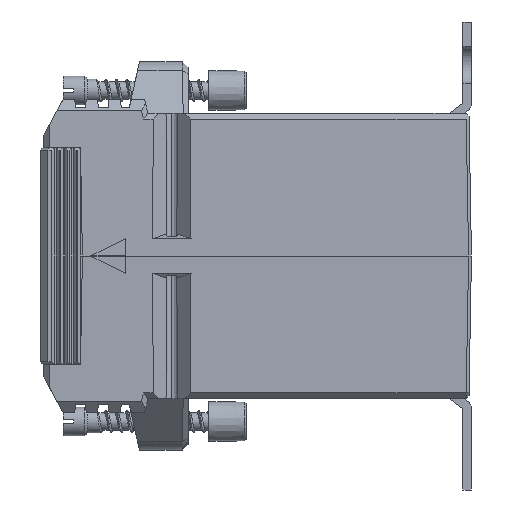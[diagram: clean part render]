
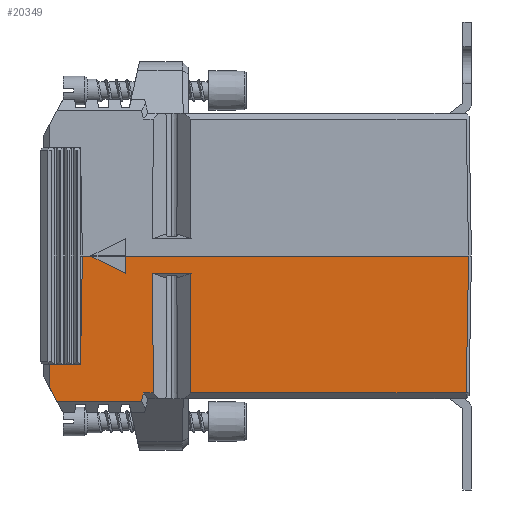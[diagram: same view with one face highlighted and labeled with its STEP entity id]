
A CAD part, left-side view. The second image highlights one B-rep face of the part: STEP entity #20349.
In plain terms, the highlighted face is planar.
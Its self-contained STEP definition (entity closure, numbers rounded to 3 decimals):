
#13334 = CARTESIAN_POINT ( 'NONE',  ( 29.581, -30.581, 24. ) ) ;
#13378 = CARTESIAN_POINT ( 'NONE',  ( 29.581, 17.746, 24. ) ) ;
#13379 = DIRECTION ( 'NONE',  ( 0., -1., 0. ) ) ;
#13380 = VECTOR ( 'NONE', #13379, 1000. ) ;
#13381 = CARTESIAN_POINT ( 'NONE',  ( 29.581, -31.064, 24. ) ) ;
#13382 = LINE ( 'NONE', #13381, #13380 ) ;
#13580 = CARTESIAN_POINT ( 'NONE',  ( 29.581, 24.254, 24. ) ) ;
#13583 = CARTESIAN_POINT ( 'NONE',  ( 29.948, 24.362, 3. ) ) ;
#13605 = CARTESIAN_POINT ( 'NONE',  ( 29.581, 26.007, 24. ) ) ;
#13629 = CARTESIAN_POINT ( 'NONE',  ( 29.555, 41.107, 25.5 ) ) ;
#13633 = CARTESIAN_POINT ( 'NONE',  ( 29.948, 17.638, 3. ) ) ;
#13661 = CARTESIAN_POINT ( 'NONE',  ( 29.581, -31.064, 24. ) ) ;
#13662 = LINE ( 'NONE', #13661, #13725 ) ;
#13664 = DIRECTION ( 'NONE',  ( 0.017, -0.216, -0.976 ) ) ;
#13665 = VECTOR ( 'NONE', #13664, 1000. ) ;
#13666 = CARTESIAN_POINT ( 'NONE',  ( 29.916, 21.754, 4.819 ) ) ;
#13667 = LINE ( 'NONE', #13666, #13665 ) ;
#13668 = VECTOR ( 'NONE', #13682, 1000. ) ;
#13672 = CARTESIAN_POINT ( 'NONE',  ( 29.555, 43.5, 25.5 ) ) ;
#13673 = LINE ( 'NONE', #13672, #13668 ) ;
#13682 = DIRECTION ( 'NONE',  ( 0., 1., 0. ) ) ;
#13688 = CARTESIAN_POINT ( 'NONE',  ( 30., 43.5, 0. ) ) ;
#13689 = DIRECTION ( 'NONE',  ( 0.017, 0., -1. ) ) ;
#13690 = VECTOR ( 'NONE', #13689, 1000. ) ;
#13691 = CARTESIAN_POINT ( 'NONE',  ( 29.948, 29.168, 3. ) ) ;
#13692 = CARTESIAN_POINT ( 'NONE',  ( 29.998, 17.623, 0.132 ) ) ;
#13693 = LINE ( 'NONE', #13692, #13752 ) ;
#13694 = CARTESIAN_POINT ( 'NONE',  ( 29.948, 29.168, 3. ) ) ;
#13696 = FACE_OUTER_BOUND ( 'NONE', #20255, .T. ) ;
#13697 = LINE ( 'NONE', #13691, #13690 ) ;
#13698 = AXIS2_PLACEMENT_3D ( 'NONE', #13688, #13755, #13754 ) ;
#13699 = DIRECTION ( 'NONE',  ( -0.015, -0.469, 0.883 ) ) ;
#13700 = VECTOR ( 'NONE', #13699, 1000. ) ;
#13701 = CARTESIAN_POINT ( 'NONE',  ( 29.919, 52.205, 4.627 ) ) ;
#13702 = LINE ( 'NONE', #13701, #13700 ) ;
#13703 = CARTESIAN_POINT ( 'NONE',  ( 29.555, 26.339, 25.5 ) ) ;
#13705 = LINE ( 'NONE', #13750, #13749 ) ;
#13706 = CARTESIAN_POINT ( 'NONE',  ( 29.601, 42.5, 22.881 ) ) ;
#13707 = DIRECTION ( 'NONE',  ( -0.008, -0.894, 0.447 ) ) ;
#13708 = VECTOR ( 'NONE', #13707, 1000. ) ;
#13709 = CARTESIAN_POINT ( 'NONE',  ( 30., 35.168, 0. ) ) ;
#13710 = DIRECTION ( 'NONE',  ( -0.017, 0., 1. ) ) ;
#13711 = VECTOR ( 'NONE', #13710, 1000. ) ;
#13712 = CARTESIAN_POINT ( 'NONE',  ( 30., 42.5, 0. ) ) ;
#13713 = LINE ( 'NONE', #13712, #13711 ) ;
#13716 = LINE ( 'NONE', #13709, #13708 ) ;
#13717 = PLANE ( 'NONE',  #13698 ) ;
#13720 = DIRECTION ( 'NONE',  ( 0.017, 0.005, -1. ) ) ;
#13721 = VECTOR ( 'NONE', #13720, 1000. ) ;
#13722 = CARTESIAN_POINT ( 'NONE',  ( 30.002, 24.378, -0.098 ) ) ;
#13723 = LINE ( 'NONE', #13722, #13721 ) ;
#13724 = DIRECTION ( 'NONE',  ( 0., -1., 0. ) ) ;
#13725 = VECTOR ( 'NONE', #13724, 1000. ) ;
#13742 = DIRECTION ( 'NONE',  ( 0.017, -0.017, -1. ) ) ;
#13743 = VECTOR ( 'NONE', #13742, 1000. ) ;
#13744 = CARTESIAN_POINT ( 'NONE',  ( 29.977, -30.977, 1.3 ) ) ;
#13745 = LINE ( 'NONE', #13744, #13743 ) ;
#13748 = DIRECTION ( 'NONE',  ( 0., 1., 0. ) ) ;
#13749 = VECTOR ( 'NONE', #13748, 1000. ) ;
#13750 = CARTESIAN_POINT ( 'NONE',  ( 29.948, 43.5, 3. ) ) ;
#13751 = DIRECTION ( 'NONE',  ( -0.017, 0.005, 1. ) ) ;
#13752 = VECTOR ( 'NONE', #13751, 1000. ) ;
#13754 = DIRECTION ( 'NONE',  ( 0.017, 0., -1. ) ) ;
#13755 = DIRECTION ( 'NONE',  ( 1., 0., 0.017 ) ) ;
#19954 = VERTEX_POINT ( 'NONE', #13334 ) ;
#20051 = EDGE_CURVE ( 'NONE', #20056, #19954, #13382, .T. ) ;
#20056 = VERTEX_POINT ( 'NONE', #13378 ) ;
#20225 = ORIENTED_EDGE ( 'NONE', *, *, #20346, .F. ) ;
#20226 = ORIENTED_EDGE ( 'NONE', *, *, #37569, .T. ) ;
#20227 = ORIENTED_EDGE ( 'NONE', *, *, #37554, .T. ) ;
#20229 = VERTEX_POINT ( 'NONE', #13605 ) ;
#20240 = VERTEX_POINT ( 'NONE', #13583 ) ;
#20242 = VERTEX_POINT ( 'NONE', #13580 ) ;
#20244 = VERTEX_POINT ( 'NONE', #13633 ) ;
#20245 = ORIENTED_EDGE ( 'NONE', *, *, #20354, .F. ) ;
#20249 = VERTEX_POINT ( 'NONE', #13629 ) ;
#20255 = EDGE_LOOP ( 'NONE', ( #20245, #20350, #20359, #20358, #20226, #20225, #20361, #20227, #20334, #20330, #20339, #20332, #20338, #20316, #20322, #20311 ) ) ;
#20310 = EDGE_CURVE ( 'NONE', #20343, #20249, #13673, .T. ) ;
#20311 = ORIENTED_EDGE ( 'NONE', *, *, #20323, .T. ) ;
#20312 = EDGE_CURVE ( 'NONE', #20343, #20229, #13667, .T. ) ;
#20316 = ORIENTED_EDGE ( 'NONE', *, *, #20312, .T. ) ;
#20318 = EDGE_CURVE ( 'NONE', #20229, #20242, #13662, .T. ) ;
#20322 = ORIENTED_EDGE ( 'NONE', *, *, #20318, .T. ) ;
#20323 = EDGE_CURVE ( 'NONE', #20242, #20240, #13723, .T. ) ;
#20329 = EDGE_CURVE ( 'NONE', #37539, #20360, #13716, .T. ) ;
#20330 = ORIENTED_EDGE ( 'NONE', *, *, #38753, .T. ) ;
#20331 = VERTEX_POINT ( 'NONE', #13706 ) ;
#20332 = ORIENTED_EDGE ( 'NONE', *, *, #20340, .T. ) ;
#20334 = ORIENTED_EDGE ( 'NONE', *, *, #40764, .T. ) ;
#20335 = EDGE_CURVE ( 'NONE', #38708, #20331, #13713, .T. ) ;
#20338 = ORIENTED_EDGE ( 'NONE', *, *, #20310, .F. ) ;
#20339 = ORIENTED_EDGE ( 'NONE', *, *, #20335, .T. ) ;
#20340 = EDGE_CURVE ( 'NONE', #20331, #20249, #13702, .T. ) ;
#20343 = VERTEX_POINT ( 'NONE', #13703 ) ;
#20346 = EDGE_CURVE ( 'NONE', #20360, #37545, #13697, .T. ) ;
#20349 = ADVANCED_FACE ( 'NONE', ( #13696 ), #13717, .T. ) ;
#20350 = ORIENTED_EDGE ( 'NONE', *, *, #20351, .T. ) ;
#20351 = EDGE_CURVE ( 'NONE', #20244, #20056, #13693, .T. ) ;
#20354 = EDGE_CURVE ( 'NONE', #20244, #20240, #13705, .T. ) ;
#20357 = EDGE_CURVE ( 'NONE', #19954, #37597, #13745, .T. ) ;
#20358 = ORIENTED_EDGE ( 'NONE', *, *, #20357, .T. ) ;
#20359 = ORIENTED_EDGE ( 'NONE', *, *, #20051, .T. ) ;
#20360 = VERTEX_POINT ( 'NONE', #13694 ) ;
#20361 = ORIENTED_EDGE ( 'NONE', *, *, #20329, .F. ) ;
#37539 = VERTEX_POINT ( 'NONE', #53081 ) ;
#37540 = VERTEX_POINT ( 'NONE', #53071 ) ;
#37545 = VERTEX_POINT ( 'NONE', #53031 ) ;
#37554 = EDGE_CURVE ( 'NONE', #37539, #37540, #53115, .T. ) ;
#37569 = EDGE_CURVE ( 'NONE', #37597, #37545, #53083, .T. ) ;
#37597 = VERTEX_POINT ( 'NONE', #53123 ) ;
#38708 = VERTEX_POINT ( 'NONE', #55476 ) ;
#38753 = EDGE_CURVE ( 'NONE', #38794, #38708, #55530, .T. ) ;
#38794 = VERTEX_POINT ( 'NONE', #55588 ) ;
#40764 = EDGE_CURVE ( 'NONE', #37540, #38794, #58593, .T. ) ;
#53031 = CARTESIAN_POINT ( 'NONE',  ( 30., 29.168, 0. ) ) ;
#53055 = DIRECTION ( 'NONE',  ( 0., 1., 0. ) ) ;
#53056 = VECTOR ( 'NONE', #53055, 1000. ) ;
#53071 = CARTESIAN_POINT ( 'NONE',  ( 30., 36.668, 0. ) ) ;
#53081 = CARTESIAN_POINT ( 'NONE',  ( 30., 35.168, 0. ) ) ;
#53083 = LINE ( 'NONE', #53094, #53056 ) ;
#53094 = CARTESIAN_POINT ( 'NONE',  ( 30., 43.5, 0. ) ) ;
#53096 = DIRECTION ( 'NONE',  ( 0., 1., 0. ) ) ;
#53097 = VECTOR ( 'NONE', #53096, 1000. ) ;
#53114 = CARTESIAN_POINT ( 'NONE',  ( 30., 43.5, 0. ) ) ;
#53115 = LINE ( 'NONE', #53114, #53097 ) ;
#53123 = CARTESIAN_POINT ( 'NONE',  ( 30., -31., 0. ) ) ;
#55476 = CARTESIAN_POINT ( 'NONE',  ( 29.668, 42.5, 19. ) ) ;
#55524 = DIRECTION ( 'NONE',  ( 0., 1., 0. ) ) ;
#55525 = VECTOR ( 'NONE', #55524, 1000. ) ;
#55529 = CARTESIAN_POINT ( 'NONE',  ( 29.668, 43.5, 19. ) ) ;
#55530 = LINE ( 'NONE', #55529, #55525 ) ;
#55588 = CARTESIAN_POINT ( 'NONE',  ( 29.668, 37., 19. ) ) ;
#58590 = DIRECTION ( 'NONE',  ( -0.017, 0.017, 1. ) ) ;
#58591 = VECTOR ( 'NONE', #58590, 1000. ) ;
#58592 = CARTESIAN_POINT ( 'NONE',  ( 29.998, 36.67, 0.119 ) ) ;
#58593 = LINE ( 'NONE', #58592, #58591 ) ;
